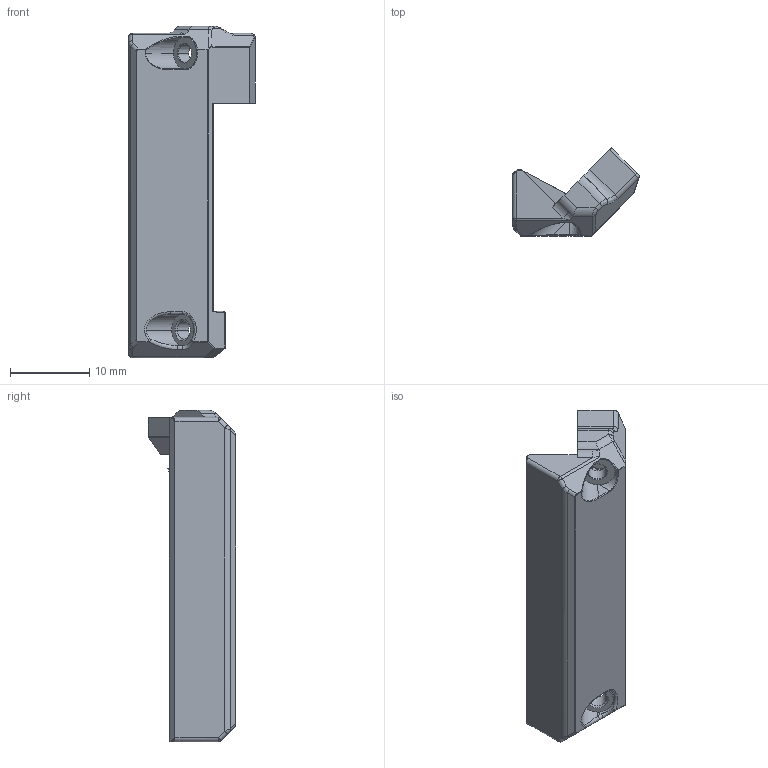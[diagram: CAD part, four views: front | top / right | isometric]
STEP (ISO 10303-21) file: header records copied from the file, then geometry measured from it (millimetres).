
FILE_DESCRIPTION (( 'STEP AP214' ), '1' );
FILE_NAME ('Cooling fan duct.STEP', '2025-08-09T06:32:32', ( '' ), ( '' ), 'SwSTEP 2.0', 'SolidWorks 2021', '' );
FILE_SCHEMA (( 'AUTOMOTIVE_DESIGN' ));
Length unit declared in the file: millimetre
Products named in the file (1): Cooling fan duct
Bounding box: 16.05 x 11.08 x 41.9 mm (x, y, z)
Volume: 1521.8 mm3; surface area: 1984.8 mm2
Topology: 1 solids, 1 shells, 216 faces, 540 edges, 318 vertices
Faces by surface type: cylinder 82, plane 61, bspline 49, cone 11, torus 8, sphere 5
Entity records: 7128 total; most frequent: CARTESIAN_POINT 2479, ORIENTED_EDGE 1060, DIRECTION 871, EDGE_CURVE 530, VERTEX_POINT 318, AXIS2_PLACEMENT_3D 314, LINE 243, VECTOR 243
